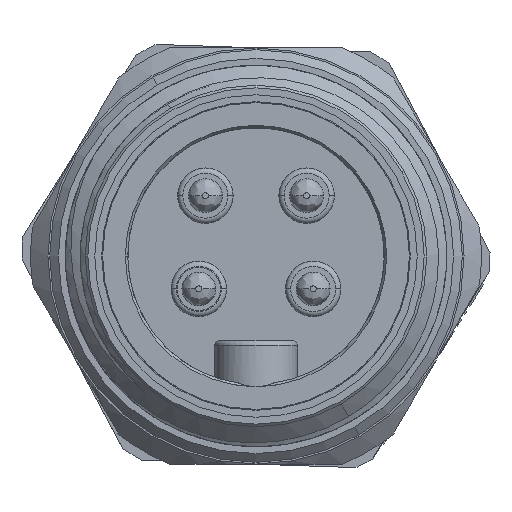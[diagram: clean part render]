
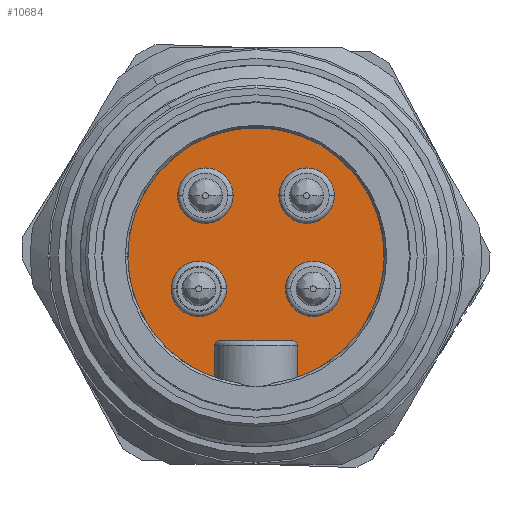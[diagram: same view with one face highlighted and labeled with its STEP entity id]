
A CAD part, front view. The second image highlights one B-rep face of the part: STEP entity #10684.
In plain terms, the highlighted planar face has unit normal (0, -1, 0).
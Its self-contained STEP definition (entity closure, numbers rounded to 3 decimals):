
#5=DIRECTION('',(0.,0.,1.));
#6=VECTOR('',#5,1.81);
#7=CARTESIAN_POINT('',(-2.4,-2.8,-7.));
#8=LINE('',#7,#6);
#9=CARTESIAN_POINT('',(-2.1,-2.8,-5.19));
#10=DIRECTION('',(0.,1.,0.));
#11=DIRECTION('',(-1.,0.,0.));
#12=AXIS2_PLACEMENT_3D('',#9,#10,#11);
#27=DIRECTION('',(1.,0.,0.));
#28=VECTOR('',#27,4.2);
#29=CARTESIAN_POINT('',(-2.1,-2.8,-4.89));
#30=LINE('',#29,#28);
#36=CARTESIAN_POINT('',(2.1,-2.8,-5.19));
#37=DIRECTION('',(0.,1.,0.));
#38=DIRECTION('',(0.,0.,1.));
#39=AXIS2_PLACEMENT_3D('',#36,#37,#38);
#45=DIRECTION('',(0.,0.,-1.));
#46=VECTOR('',#45,1.81);
#47=CARTESIAN_POINT('',(2.4,-2.8,-5.19));
#48=LINE('',#47,#46);
#49=CARTESIAN_POINT('',(0.,-2.8,0.));
#50=DIRECTION('',(0.,1.,0.));
#51=DIRECTION('',(-0.324,0.,-0.946));
#52=AXIS2_PLACEMENT_3D('',#49,#50,#51);
#54=CARTESIAN_POINT('',(-2.92,-2.8,3.48));
#55=DIRECTION('',(0.,-1.,0.));
#56=DIRECTION('',(1.,0.,0.));
#57=AXIS2_PLACEMENT_3D('',#54,#55,#56);
#59=CARTESIAN_POINT('',(-2.92,-2.8,3.48));
#60=DIRECTION('',(0.,-1.,0.));
#61=DIRECTION('',(-1.,0.,0.));
#62=AXIS2_PLACEMENT_3D('',#59,#60,#61);
#64=CARTESIAN_POINT('',(2.92,-2.8,3.48));
#65=DIRECTION('',(0.,-1.,0.));
#66=DIRECTION('',(1.,0.,0.));
#67=AXIS2_PLACEMENT_3D('',#64,#65,#66);
#69=CARTESIAN_POINT('',(2.92,-2.8,3.48));
#70=DIRECTION('',(0.,-1.,0.));
#71=DIRECTION('',(-1.,0.,0.));
#72=AXIS2_PLACEMENT_3D('',#69,#70,#71);
#74=CARTESIAN_POINT('',(-3.3,-2.8,-1.9));
#75=DIRECTION('',(0.,-1.,0.));
#76=DIRECTION('',(1.,0.,0.));
#77=AXIS2_PLACEMENT_3D('',#74,#75,#76);
#79=CARTESIAN_POINT('',(-3.3,-2.8,-1.9));
#80=DIRECTION('',(0.,-1.,0.));
#81=DIRECTION('',(-1.,0.,0.));
#82=AXIS2_PLACEMENT_3D('',#79,#80,#81);
#84=CARTESIAN_POINT('',(3.3,-2.8,-1.9));
#85=DIRECTION('',(0.,-1.,0.));
#86=DIRECTION('',(1.,0.,0.));
#87=AXIS2_PLACEMENT_3D('',#84,#85,#86);
#89=CARTESIAN_POINT('',(3.3,-2.8,-1.9));
#90=DIRECTION('',(0.,-1.,0.));
#91=DIRECTION('',(-1.,0.,0.));
#92=AXIS2_PLACEMENT_3D('',#89,#90,#91);
#8796=CARTESIAN_POINT('',(-2.4,-2.8,-7.));
#8797=VERTEX_POINT('',#8796);
#8798=CARTESIAN_POINT('',(2.4,-2.8,-7.));
#8799=VERTEX_POINT('',#8798);
#8800=CARTESIAN_POINT('',(-1.32,-2.8,3.48));
#8801=CARTESIAN_POINT('',(-4.52,-2.8,3.48));
#8802=VERTEX_POINT('',#8800);
#8803=VERTEX_POINT('',#8801);
#8804=CARTESIAN_POINT('',(4.52,-2.8,3.48));
#8805=CARTESIAN_POINT('',(1.32,-2.8,3.48));
#8806=VERTEX_POINT('',#8804);
#8807=VERTEX_POINT('',#8805);
#8808=CARTESIAN_POINT('',(-1.7,-2.8,-1.9));
#8809=CARTESIAN_POINT('',(-4.9,-2.8,-1.9));
#8810=VERTEX_POINT('',#8808);
#8811=VERTEX_POINT('',#8809);
#8837=CARTESIAN_POINT('',(2.4,-2.8,-5.19));
#8839=VERTEX_POINT('',#8837);
#8841=CARTESIAN_POINT('',(2.1,-2.8,-4.89));
#8843=VERTEX_POINT('',#8841);
#8848=CARTESIAN_POINT('',(-2.1,-2.8,-4.89));
#8849=VERTEX_POINT('',#8848);
#8850=CARTESIAN_POINT('',(-2.4,-2.8,-5.19));
#8851=VERTEX_POINT('',#8850);
#8852=CARTESIAN_POINT('',(4.9,-2.8,-1.9));
#8853=CARTESIAN_POINT('',(1.7,-2.8,-1.9));
#8854=VERTEX_POINT('',#8852);
#8855=VERTEX_POINT('',#8853);
#10646=CARTESIAN_POINT('',(-3.7,-2.8,0.));
#10647=DIRECTION('',(0.,-1.,0.));
#10648=DIRECTION('',(0.,0.,-1.));
#10649=AXIS2_PLACEMENT_3D('',#10646,#10647,#10648);
#10650=PLANE('',#10649);
#10651=ORIENTED_EDGE('',*,*,#10637,.F.);
#10652=ORIENTED_EDGE('',*,*,#10626,.F.);
#10653=ORIENTED_EDGE('',*,*,#10611,.F.);
#10654=ORIENTED_EDGE('',*,*,#10596,.F.);
#10655=ORIENTED_EDGE('',*,*,#10581,.F.);
#10657=ORIENTED_EDGE('',*,*,#10656,.T.);
#10658=EDGE_LOOP('',(#10651,#10652,#10653,#10654,#10655,#10657));
#10659=FACE_OUTER_BOUND('',#10658,.F.);
#10661=ORIENTED_EDGE('',*,*,#10660,.T.);
#10663=ORIENTED_EDGE('',*,*,#10662,.T.);
#10664=EDGE_LOOP('',(#10661,#10663));
#10665=FACE_BOUND('',#10664,.F.);
#10667=ORIENTED_EDGE('',*,*,#10666,.T.);
#10669=ORIENTED_EDGE('',*,*,#10668,.T.);
#10670=EDGE_LOOP('',(#10667,#10669));
#10671=FACE_BOUND('',#10670,.F.);
#10673=ORIENTED_EDGE('',*,*,#10672,.T.);
#10675=ORIENTED_EDGE('',*,*,#10674,.T.);
#10676=EDGE_LOOP('',(#10673,#10675));
#10677=FACE_BOUND('',#10676,.F.);
#10679=ORIENTED_EDGE('',*,*,#10678,.T.);
#10681=ORIENTED_EDGE('',*,*,#10680,.T.);
#10682=EDGE_LOOP('',(#10679,#10681));
#10683=FACE_BOUND('',#10682,.F.);
#10684=ADVANCED_FACE('',(#10659,#10665,#10671,#10677,#10683),#10650,.T.);
#13=CIRCLE('',#12,0.3);
#40=CIRCLE('',#39,0.3);
#53=CIRCLE('',#52,7.4);
#58=CIRCLE('',#57,1.6);
#63=CIRCLE('',#62,1.6);
#68=CIRCLE('',#67,1.6);
#73=CIRCLE('',#72,1.6);
#78=CIRCLE('',#77,1.6);
#83=CIRCLE('',#82,1.6);
#88=CIRCLE('',#87,1.6);
#93=CIRCLE('',#92,1.6);
#10581=EDGE_CURVE('',#8797,#8851,#8,.T.);
#10596=EDGE_CURVE('',#8851,#8849,#13,.T.);
#10611=EDGE_CURVE('',#8849,#8843,#30,.T.);
#10626=EDGE_CURVE('',#8843,#8839,#40,.T.);
#10637=EDGE_CURVE('',#8839,#8799,#48,.T.);
#10656=EDGE_CURVE('',#8797,#8799,#53,.T.);
#10660=EDGE_CURVE('',#8802,#8803,#58,.T.);
#10662=EDGE_CURVE('',#8803,#8802,#63,.T.);
#10666=EDGE_CURVE('',#8806,#8807,#68,.T.);
#10668=EDGE_CURVE('',#8807,#8806,#73,.T.);
#10672=EDGE_CURVE('',#8810,#8811,#78,.T.);
#10674=EDGE_CURVE('',#8811,#8810,#83,.T.);
#10678=EDGE_CURVE('',#8854,#8855,#88,.T.);
#10680=EDGE_CURVE('',#8855,#8854,#93,.T.);
